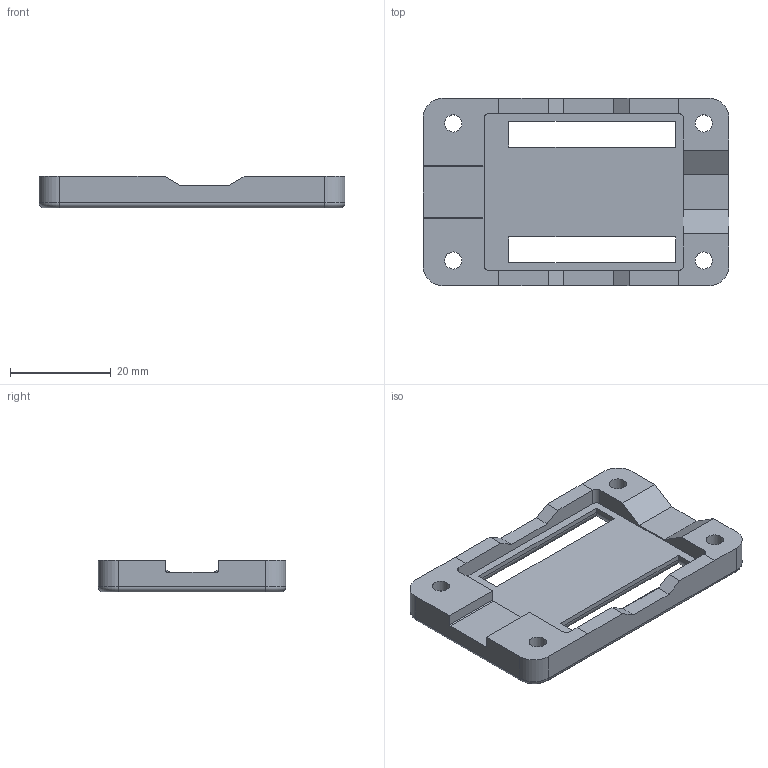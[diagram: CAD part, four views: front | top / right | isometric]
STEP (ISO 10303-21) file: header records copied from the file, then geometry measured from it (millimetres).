
FILE_DESCRIPTION(('FreeCAD Model'),'2;1');
FILE_NAME('Open CASCADE Shape Model','2023-11-21T17:28:58',(''),(''), 'Open CASCADE STEP processor 7.7','FreeCAD','Unknown');
FILE_SCHEMA(('AUTOMOTIVE_DESIGN { 1 0 10303 214 1 1 1 1 }'));
Length unit declared in the file: millimetre
Products named in the file (1): Botom_split
Bounding box: 60.58 x 37.15 x 6.3 mm (x, y, z)
Volume: 7479.3 mm3; surface area: 6081.1 mm2
Topology: 1 solids, 1 shells, 282 faces, 771 edges, 508 vertices
Faces by surface type: plane 148, extrusion 96, cylinder 30, cone 4, torus 4
Full cylindrical faces by diameter (mm): 3.4 x4, 6.1 x4
Entity records: 9441 total; most frequent: CARTESIAN_POINT 2570, ORIENTED_EDGE 1542, DIRECTION 1109, EDGE_CURVE 771, VECTOR 615, LINE 519, VERTEX_POINT 508, FACE_BOUND 311
